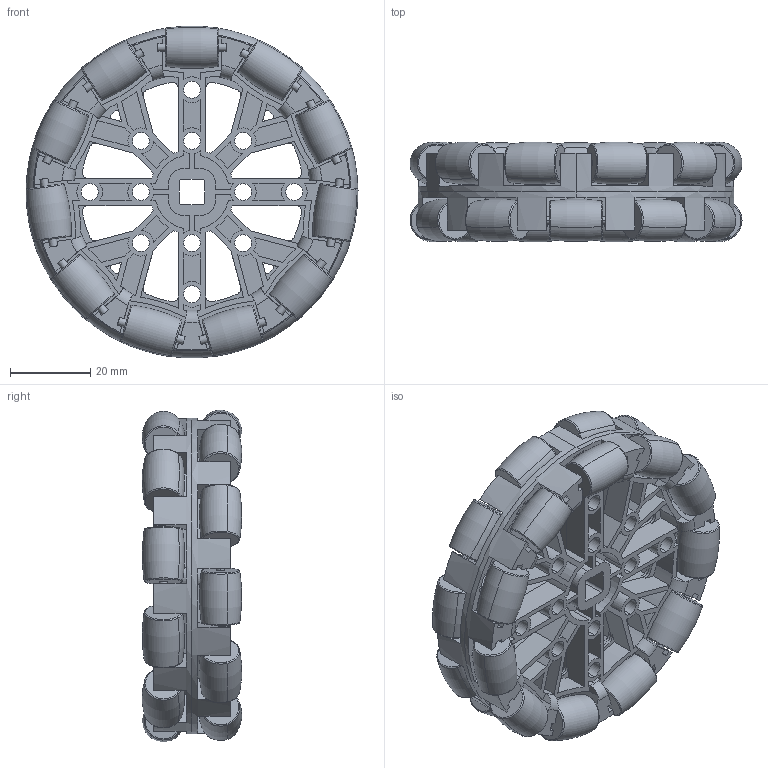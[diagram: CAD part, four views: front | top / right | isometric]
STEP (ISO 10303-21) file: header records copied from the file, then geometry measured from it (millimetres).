
FILE_DESCRIPTION (( 'STEP AP203' ), '1' );
FILE_NAME ('3.25in (260mm Travel) Omni-Directional Anti-Static Wheel (276-8026).STEP', '2022-02-18T20:34:35', ( '' ), ( '' ), 'SwSTEP 2.0', 'SolidWorks 2019', '' );
FILE_SCHEMA (( 'CONFIG_CONTROL_DESIGN' ));
Length unit declared in the file: millimetre
Products named in the file (26): 276-8026-002 Web; 276-8026-003 Web; 276-3526-001 Web; 276-8026-001 Web; 3.25in (260mm Travel) Omni-Directional Anti-Static Wheel (276-8026)
Assembly tree (67 placements, depth 3):
  3.25in (260mm Travel) Omni-Directional Anti-Static Wheel (276-8026)
    276-8026-001 Web
    276-8026-002 Web
      276-3526-001 Web
      276-8026-003 Web
    276-8026-002 Web
      276-3526-001 Web
      276-8026-003 Web
    276-8026-002 Web
      276-3526-001 Web
      276-8026-003 Web
    276-8026-002 Web
      276-3526-001 Web
      276-8026-003 Web
    276-8026-002 Web
      276-3526-001 Web
      276-8026-003 Web
    276-8026-002 Web
      276-3526-001 Web
      276-8026-003 Web
    276-8026-002 Web
      276-3526-001 Web
      276-8026-003 Web
    276-8026-002 Web
      276-3526-001 Web
      276-8026-003 Web
    276-8026-002 Web
      276-3526-001 Web
      276-8026-003 Web
    276-8026-002 Web
      276-3526-001 Web
      276-8026-003 Web
    276-8026-002 Web
      276-3526-001 Web
      276-8026-003 Web
    276-8026-002 Web
      276-3526-001 Web
      276-8026-003 Web
    276-8026-002 Web
      276-3526-001 Web
      276-8026-003 Web
    276-8026-002 Web
      276-3526-001 Web
      276-8026-003 Web
    276-8026-002 Web
      276-3526-001 Web
      276-8026-003 Web
    276-8026-002 Web
      276-3526-001 Web
      276-8026-003 Web
    276-8026-002 Web
      276-3526-001 Web
      276-8026-003 Web
    276-8026-002 Web
      276-3526-001 Web
      276-8026-003 Web
    276-8026-002 Web
      276-3526-001 Web
      276-8026-003 Web
    276-8026-002 Web
Bounding box: 82.54 x 24.67 x 82.42 mm (x, y, z)
Volume: 47086.9 mm3; surface area: 49450.2 mm2
Topology: 45 solids, 45 shells, 1754 faces, 4804 edges, 3072 vertices
Faces by surface type: plane 940, cylinder 659, torus 155
Entity records: 52675 total; most frequent: CARTESIAN_POINT 8810, DIRECTION 8543, ORIENTED_EDGE 8516, EDGE_CURVE 4258, VECTOR 2901, LINE 2901, AXIS2_PLACEMENT_3D 2821, VERTEX_POINT 2736
